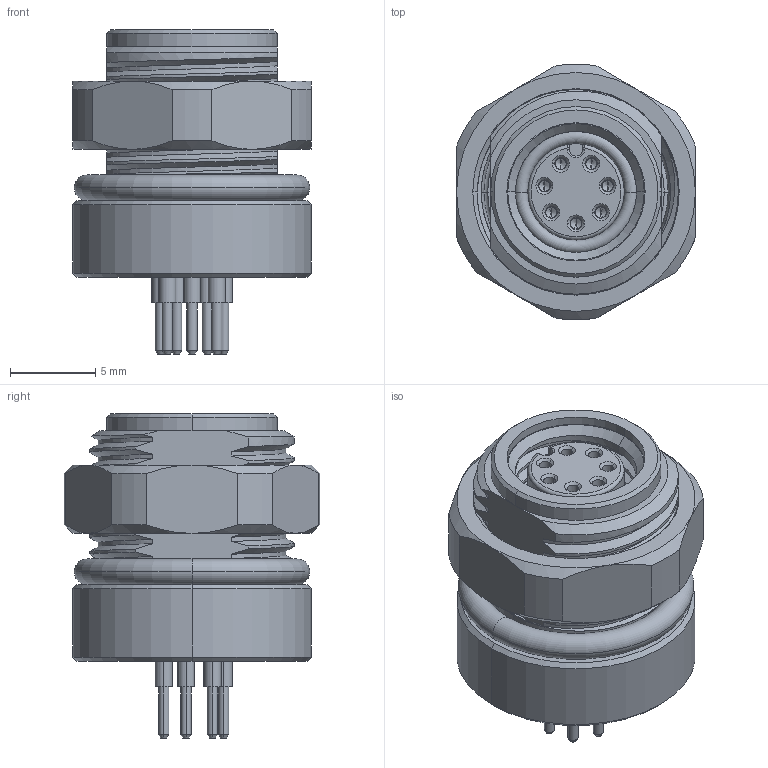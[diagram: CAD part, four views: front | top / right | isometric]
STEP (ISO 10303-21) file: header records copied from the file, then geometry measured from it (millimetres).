
FILE_DESCRIPTION((''),'2;1');
FILE_NAME('8P-K1888B_','2025-09-08T',('gongcheng16'),(''),'PRO/ENGINEER BY PARAMETRIC TECHNOLOGY CORPORATION, 2010280','PRO/ENGINEER BY PARAMETRIC TECHNOLOGY CORPORATION, 2010280','');
FILE_SCHEMA(('CONFIG_CONTROL_DESIGN'));
Products named in the file (1): 8P-K1888B_
Bounding box: 14 x 14.98 x 19 mm (x, y, z)
Volume: 224.5 mm3; surface area: 19550.5 mm2
Topology: 1 solids, 222 shells, 2320 faces, 6428 edges, 4235 vertices
Faces by surface type: cylinder 828, bspline 600, cone 463, plane 357, torus 72
Entity records: 245817 total; most frequent: CARTESIAN_POINT 191732, ORIENTED_EDGE 11618, DIRECTION 9760, EDGE_CURVE 6414, VERTEX_POINT 4235, AXIS2_PLACEMENT_3D 3830, EDGE_LOOP 2446, FACE_OUTER_BOUND 2320
